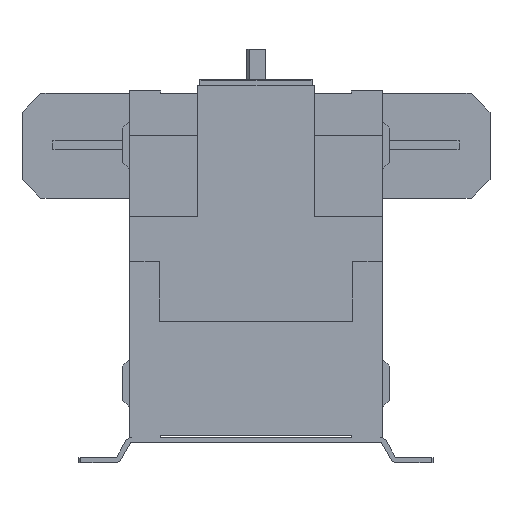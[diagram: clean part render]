
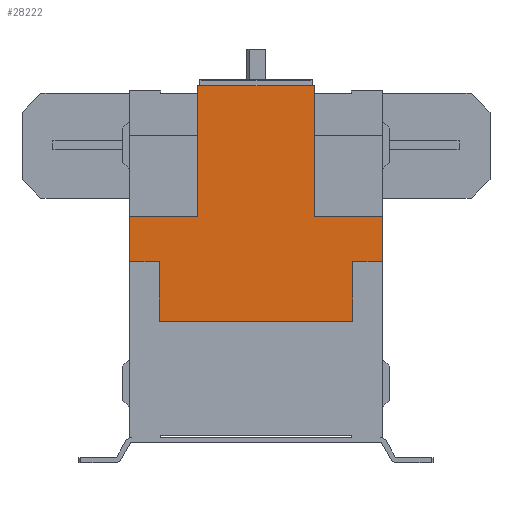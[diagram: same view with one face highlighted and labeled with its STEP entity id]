
A CAD part, left-side view. The second image highlights one B-rep face of the part: STEP entity #28222.
In plain terms, the highlighted planar face has unit normal (-1, 0, 0).
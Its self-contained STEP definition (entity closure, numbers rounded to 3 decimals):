
#508=DIRECTION('',(0.,0.,-1.));
#509=VECTOR('',#508,36.);
#510=CARTESIAN_POINT('',(-339.737,91.99,145.494));
#511=LINE('',#510,#509);
#7004=DIRECTION('',(0.,0.,1.));
#7005=VECTOR('',#7004,47.);
#7006=CARTESIAN_POINT('',(-339.737,-84.31,
62.494));
#7007=LINE('',#7006,#7005);
#7016=DIRECTION('',(0.,-1.,0.));
#7017=VECTOR('',#7016,152.6);
#7018=CARTESIAN_POINT('',(-339.737,68.29,62.494));
#7019=LINE('',#7018,#7017);
#7052=DIRECTION('',(0.,0.,-1.));
#7053=VECTOR('',#7052,47.);
#7054=CARTESIAN_POINT('',(-339.737,68.29,109.494));
#7055=LINE('',#7054,#7053);
#7076=DIRECTION('',(0.,-1.,0.));
#7077=VECTOR('',#7076,23.7);
#7078=CARTESIAN_POINT('',(-339.737,91.99,109.494));
#7079=LINE('',#7078,#7077);
#7120=DIRECTION('',(0.,0.,-1.));
#7121=VECTOR('',#7120,36.);
#7122=CARTESIAN_POINT('',(-339.737,-108.01,
145.494));
#7123=LINE('',#7122,#7121);
#7124=DIRECTION('',(0.,1.,0.));
#7125=VECTOR('',#7124,23.7);
#7126=CARTESIAN_POINT('',(-339.737,-108.01,
109.494));
#7127=LINE('',#7126,#7125);
#7128=DIRECTION('',(0.,1.,0.));
#7129=VECTOR('',#7128,54.);
#7130=CARTESIAN_POINT('',(-339.737,37.99,145.494));
#7131=LINE('',#7130,#7129);
#7381=DIRECTION('',(0.,0.,-1.));
#7382=VECTOR('',#7381,103.);
#7383=CARTESIAN_POINT('',(-339.737,37.99,248.494));
#7384=LINE('',#7383,#7382);
#7413=DIRECTION('',(0.,0.,1.));
#7414=VECTOR('',#7413,103.);
#7415=CARTESIAN_POINT('',(-339.737,-54.01,
145.494));
#7416=LINE('',#7415,#7414);
#7437=DIRECTION('',(0.,1.,0.));
#7438=VECTOR('',#7437,54.);
#7439=CARTESIAN_POINT('',(-339.737,-108.01,
145.494));
#7440=LINE('',#7439,#7438);
#7950=DIRECTION('',(0.,1.,0.));
#7951=VECTOR('',#7950,92.);
#7952=CARTESIAN_POINT('',(-339.737,-54.01,
248.494));
#7953=LINE('',#7952,#7951);
#14520=CARTESIAN_POINT('',(-339.737,91.99,
109.494));
#14522=VERTEX_POINT('',#14520);
#14602=CARTESIAN_POINT('',(-339.737,91.99,
145.494));
#14603=VERTEX_POINT('',#14602);
#14764=CARTESIAN_POINT('',(-339.737,68.29,
109.494));
#14765=VERTEX_POINT('',#14764);
#14804=CARTESIAN_POINT('',(-339.737,37.99,
145.494));
#14805=VERTEX_POINT('',#14804);
#14806=CARTESIAN_POINT('',(-339.737,37.99,
248.494));
#14807=VERTEX_POINT('',#14806);
#14808=CARTESIAN_POINT('',(-339.737,-54.01,
248.494));
#14809=VERTEX_POINT('',#14808);
#14810=CARTESIAN_POINT('',(-339.737,-54.01,
145.494));
#14811=VERTEX_POINT('',#14810);
#14812=CARTESIAN_POINT('',(-339.737,-108.01,
145.494));
#14813=VERTEX_POINT('',#14812);
#14814=CARTESIAN_POINT('',(-339.737,-108.01,
109.494));
#14815=VERTEX_POINT('',#14814);
#14816=CARTESIAN_POINT('',(-339.737,-84.31,
109.494));
#14817=VERTEX_POINT('',#14816);
#14818=CARTESIAN_POINT('',(-339.737,-84.31,
62.494));
#14819=VERTEX_POINT('',#14818);
#14820=CARTESIAN_POINT('',(-339.737,68.29,
62.494));
#14821=VERTEX_POINT('',#14820);
#28198=CARTESIAN_POINT('',(-339.737,-8.01,
87.687));
#28199=DIRECTION('',(-1.,0.,0.));
#28200=DIRECTION('',(0.,0.,1.));
#28201=AXIS2_PLACEMENT_3D('',#28198,#28199,#28200);
#28202=PLANE('',#28201);
#28203=ORIENTED_EDGE('',*,*,#18410,.F.);
#28205=ORIENTED_EDGE('',*,*,#28204,.F.);
#28207=ORIENTED_EDGE('',*,*,#28206,.F.);
#28209=ORIENTED_EDGE('',*,*,#28208,.F.);
#28211=ORIENTED_EDGE('',*,*,#28210,.F.);
#28213=ORIENTED_EDGE('',*,*,#28212,.F.);
#28214=ORIENTED_EDGE('',*,*,#23736,.T.);
#28215=ORIENTED_EDGE('',*,*,#27944,.T.);
#28216=ORIENTED_EDGE('',*,*,#27999,.F.);
#28217=ORIENTED_EDGE('',*,*,#28036,.F.);
#28218=ORIENTED_EDGE('',*,*,#28119,.F.);
#28219=ORIENTED_EDGE('',*,*,#28153,.F.);
#28220=EDGE_LOOP('',(#28203,#28205,#28207,#28209,#28211,#28213,#28214,#28215,
#28216,#28217,#28218,#28219));
#28221=FACE_OUTER_BOUND('',#28220,.F.);
#18410=EDGE_CURVE('',#14603,#14522,#511,.T.);
#23736=EDGE_CURVE('',#14813,#14815,#7123,.T.);
#27944=EDGE_CURVE('',#14815,#14817,#7127,.T.);
#27999=EDGE_CURVE('',#14819,#14817,#7007,.T.);
#28036=EDGE_CURVE('',#14821,#14819,#7019,.T.);
#28119=EDGE_CURVE('',#14765,#14821,#7055,.T.);
#28153=EDGE_CURVE('',#14522,#14765,#7079,.T.);
#28204=EDGE_CURVE('',#14805,#14603,#7131,.T.);
#28206=EDGE_CURVE('',#14807,#14805,#7384,.T.);
#28208=EDGE_CURVE('',#14809,#14807,#7953,.T.);
#28210=EDGE_CURVE('',#14811,#14809,#7416,.T.);
#28212=EDGE_CURVE('',#14813,#14811,#7440,.T.);
#28222=ADVANCED_FACE('',(#28221),#28202,.T.);
